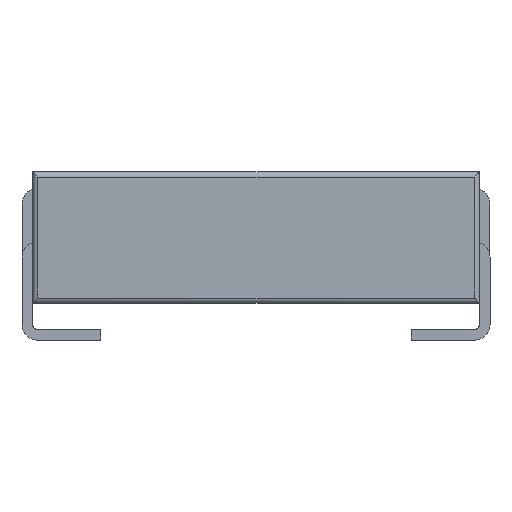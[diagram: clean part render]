
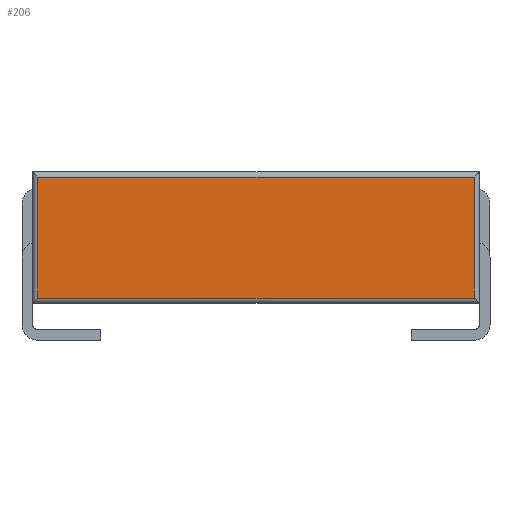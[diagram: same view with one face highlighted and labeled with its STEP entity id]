
A CAD part, front view. The second image highlights one B-rep face of the part: STEP entity #206.
In plain terms, the highlighted planar face has unit normal (0, -1, 0).
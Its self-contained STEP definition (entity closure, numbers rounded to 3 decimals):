
#206 = ADVANCED_FACE( '', ( #403 ), #404, .F. );
#403 = FACE_OUTER_BOUND( '', #601, .T. );
#404 = PLANE( '', #602 );
#601 = EDGE_LOOP( '', ( #1165, #1166, #1167, #1168 ) );
#602 = AXIS2_PLACEMENT_3D( '', #1169, #1170, #1171 );
#1165 = ORIENTED_EDGE( '', *, *, #1414, .T. );
#1166 = ORIENTED_EDGE( '', *, *, #1507, .T. );
#1167 = ORIENTED_EDGE( '', *, *, #1416, .T. );
#1168 = ORIENTED_EDGE( '', *, *, #1298, .T. );
#1169 = CARTESIAN_POINT( '', ( -4.25, -2.8, 1.25 ) );
#1170 = DIRECTION( '', ( 0., 1., 0. ) );
#1171 = DIRECTION( '', ( -1., 0., 0. ) );
#1298 = EDGE_CURVE( '', #1580, #1584, #1586, .F. );
#1414 = EDGE_CURVE( '', #1584, #1781, #1783, .T. );
#1416 = EDGE_CURVE( '', #1785, #1580, #1786, .F. );
#1507 = EDGE_CURVE( '', #1781, #1785, #1895, .T. );
#1580 = VERTEX_POINT( '', #2118 );
#1584 = VERTEX_POINT( '', #2123 );
#1586 = LINE( '', #2125, #2126 );
#1781 = VERTEX_POINT( '', #2401 );
#1783 = LINE( '', #2403, #2404 );
#1785 = VERTEX_POINT( '', #2406 );
#1786 = LINE( '', #2407, #2408 );
#1895 = LINE( '', #2571, #2572 );
#2118 = CARTESIAN_POINT( '', ( 4.15, -2.8, 1.15 ) );
#2123 = CARTESIAN_POINT( '', ( -4.15, -2.8, 1.15 ) );
#2125 = CARTESIAN_POINT( '', ( -4.25, -2.8, 1.15 ) );
#2126 = VECTOR( '', #2657, 1000. );
#2401 = CARTESIAN_POINT( '', ( -4.15, -2.8, -1.15 ) );
#2403 = CARTESIAN_POINT( '', ( -4.15, -2.8, 1.25 ) );
#2404 = VECTOR( '', #2777, 1000. );
#2406 = CARTESIAN_POINT( '', ( 4.15, -2.8, -1.15 ) );
#2407 = CARTESIAN_POINT( '', ( 4.15, -2.8, 1.25 ) );
#2408 = VECTOR( '', #2778, 1000. );
#2571 = CARTESIAN_POINT( '', ( -4.25, -2.8, -1.15 ) );
#2572 = VECTOR( '', #2860, 1000. );
#2657 = DIRECTION( '', ( 1., 0., 0. ) );
#2777 = DIRECTION( '', ( 0., 0., -1. ) );
#2778 = DIRECTION( '', ( 0., 0., -1. ) );
#2860 = DIRECTION( '', ( 1., 0., 0. ) );
